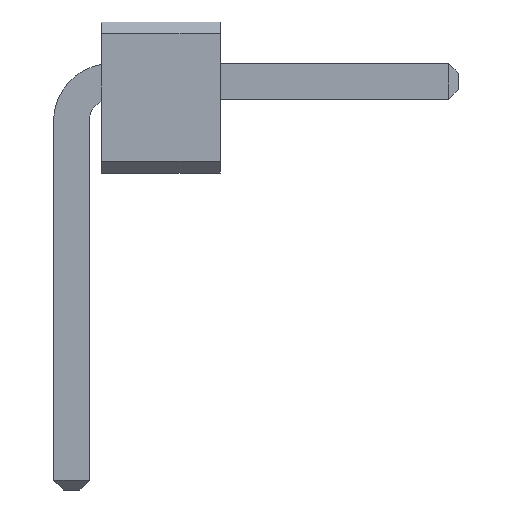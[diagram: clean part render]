
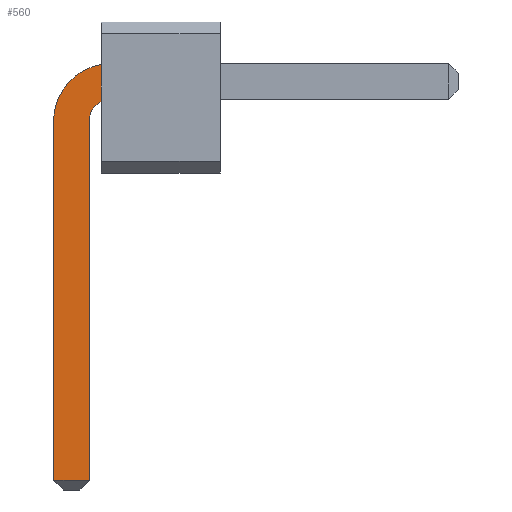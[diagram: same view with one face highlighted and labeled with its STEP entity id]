
A CAD part, front view. The second image highlights one B-rep face of the part: STEP entity #560.
In plain terms, the highlighted planar face has unit normal (0, -1, 0).
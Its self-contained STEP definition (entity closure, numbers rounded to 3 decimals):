
#250 = VERTEX_POINT('',#251);
#251 = CARTESIAN_POINT('',(0.25,-0.15,0.779));
#259 = EDGE_CURVE('',#250,#260,#262,.T.);
#260 = VERTEX_POINT('',#261);
#261 = CARTESIAN_POINT('',(0.25,-0.15,0.467));
#262 = LINE('',#263,#264);
#263 = CARTESIAN_POINT('',(0.25,-0.15,0.1));
#264 = VECTOR('',#265,1.);
#265 = DIRECTION('',(0.,0.,-1.));
#475 = VERTEX_POINT('',#476);
#476 = CARTESIAN_POINT('',(-0.15,-0.15,0.335));
#482 = EDGE_CURVE('',#475,#250,#483,.T.);
#483 = CIRCLE('',#484,0.485);
#484 = AXIS2_PLACEMENT_3D('',#485,#486,#487);
#485 = CARTESIAN_POINT('',(0.333,-0.15,0.302));
#486 = DIRECTION('',(0.,1.,0.));
#487 = DIRECTION('',(-0.998,0.,
0.069));
#541 = EDGE_CURVE('',#260,#542,#544,.T.);
#542 = VERTEX_POINT('',#543);
#543 = CARTESIAN_POINT('',(0.15,-0.15,0.335));
#544 = CIRCLE('',#545,0.194);
#545 = AXIS2_PLACEMENT_3D('',#546,#547,#548);
#546 = CARTESIAN_POINT('',(0.34,-0.15,0.295));
#547 = DIRECTION('',(0.,-1.,0.));
#548 = DIRECTION('',(-0.207,0.,0.978)
);
#560 = ADVANCED_FACE('',(#561),#588,.F.);
#561 = FACE_BOUND('',#562,.F.);
#562 = EDGE_LOOP('',(#563,#564,#565,#573,#581,#587));
#563 = ORIENTED_EDGE('',*,*,#259,.T.);
#564 = ORIENTED_EDGE('',*,*,#541,.T.);
#565 = ORIENTED_EDGE('',*,*,#566,.T.);
#566 = EDGE_CURVE('',#542,#567,#569,.T.);
#567 = VERTEX_POINT('',#568);
#568 = CARTESIAN_POINT('',(0.15,-0.15,-2.72));
#569 = LINE('',#570,#571);
#570 = CARTESIAN_POINT('',(0.15,-0.15,0.335));
#571 = VECTOR('',#572,1.);
#572 = DIRECTION('',(0.,0.,-1.));
#573 = ORIENTED_EDGE('',*,*,#574,.T.);
#574 = EDGE_CURVE('',#567,#575,#577,.T.);
#575 = VERTEX_POINT('',#576);
#576 = CARTESIAN_POINT('',(-0.15,-0.15,-2.72));
#577 = LINE('',#578,#579);
#578 = CARTESIAN_POINT('',(0.15,-0.15,-2.72));
#579 = VECTOR('',#580,1.);
#580 = DIRECTION('',(-1.,0.,0.));
#581 = ORIENTED_EDGE('',*,*,#582,.T.);
#582 = EDGE_CURVE('',#575,#475,#583,.T.);
#583 = LINE('',#584,#585);
#584 = CARTESIAN_POINT('',(-0.15,-0.15,-2.8));
#585 = VECTOR('',#586,1.);
#586 = DIRECTION('',(0.,0.,1.));
#587 = ORIENTED_EDGE('',*,*,#482,.T.);
#588 = PLANE('',#589);
#589 = AXIS2_PLACEMENT_3D('',#590,#591,#592);
#590 = CARTESIAN_POINT('',(0.841,-0.15,-0.301));
#591 = DIRECTION('',(0.,1.,-0.));
#592 = DIRECTION('',(0.,0.,-1.));
